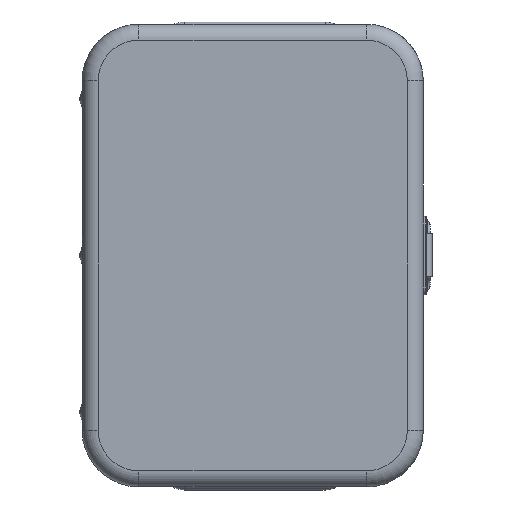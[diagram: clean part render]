
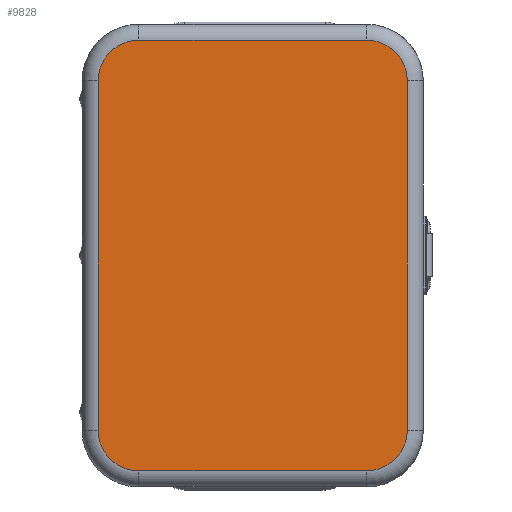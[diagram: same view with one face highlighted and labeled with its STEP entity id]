
A CAD part, top view. The second image highlights one B-rep face of the part: STEP entity #9828.
In plain terms, the highlighted planar face has unit normal (0, 0, 1).
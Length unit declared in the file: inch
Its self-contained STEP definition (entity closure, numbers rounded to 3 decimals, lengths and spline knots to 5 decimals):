
#712=LINE($,#17749,#1407);
#714=LINE($,#17769,#1409);
#717=LINE($,#17776,#1412);
#719=LINE($,#17791,#1414);
#1407=VECTOR($,#13199,3.638);
#1409=VECTOR($,#13223,5.58);
#1412=VECTOR($,#13230,5.58);
#1414=VECTOR($,#13250,3.638);
#1828=PLANE($,#10846);
#2822=FACE_OUTER_BOUND($,#3549,.T.);
#3549=EDGE_LOOP($,(#8365,#8366,#8367,#8368,#8369,#8370,#8371,#8372));
#4186=CIRCLE($,#10821,0.65);
#4190=CIRCLE($,#10826,0.65);
#4194=CIRCLE($,#10833,0.65);
#4198=CIRCLE($,#10838,0.65);
#4972=VERTEX_POINT($,#17746);
#4973=VERTEX_POINT($,#17748);
#4976=VERTEX_POINT($,#17755);
#4977=VERTEX_POINT($,#17760);
#4980=VERTEX_POINT($,#17767);
#4981=VERTEX_POINT($,#17772);
#4984=VERTEX_POINT($,#17779);
#4985=VERTEX_POINT($,#17784);
#6157=EDGE_CURVE($,#4972,#4973,#712,.T.);
#6161=EDGE_CURVE($,#4976,#4972,#4186,.T.);
#6165=EDGE_CURVE($,#4973,#4977,#4190,.T.);
#6167=EDGE_CURVE($,#4980,#4976,#714,.T.);
#6171=EDGE_CURVE($,#4977,#4981,#717,.T.);
#6173=EDGE_CURVE($,#4984,#4980,#4194,.T.);
#6177=EDGE_CURVE($,#4981,#4985,#4198,.T.);
#6179=EDGE_CURVE($,#4985,#4984,#719,.T.);
#8365=ORIENTED_EDGE($,*,*,#6157,.F.);
#8366=ORIENTED_EDGE($,*,*,#6161,.F.);
#8367=ORIENTED_EDGE($,*,*,#6167,.F.);
#8368=ORIENTED_EDGE($,*,*,#6173,.F.);
#8369=ORIENTED_EDGE($,*,*,#6179,.F.);
#8370=ORIENTED_EDGE($,*,*,#6177,.F.);
#8371=ORIENTED_EDGE($,*,*,#6171,.F.);
#8372=ORIENTED_EDGE($,*,*,#6165,.F.);
#9828=ADVANCED_FACE($,(#2822),#1828,.T.);
#10821=AXIS2_PLACEMENT_3D($,#17757,#13207,#13208);
#10826=AXIS2_PLACEMENT_3D($,#17764,#13217,#13218);
#10833=AXIS2_PLACEMENT_3D($,#17781,#13235,#13236);
#10838=AXIS2_PLACEMENT_3D($,#17788,#13245,#13246);
#10846=AXIS2_PLACEMENT_3D($,#17810,#13270,#13271);
#13199=DIRECTION($,(1.,0.,0.));
#13207=DIRECTION('center_axis',(0.,0.,-1.));
#13208=DIRECTION('ref_axis',(-0.707,0.707,0.));
#13217=DIRECTION('center_axis',(0.,0.,-1.));
#13218=DIRECTION('ref_axis',(0.707,0.707,0.));
#13223=DIRECTION($,(0.,1.,0.));
#13230=DIRECTION($,(0.,-1.,0.));
#13235=DIRECTION('center_axis',(0.,0.,-1.));
#13236=DIRECTION('ref_axis',(-0.707,-0.707,0.));
#13245=DIRECTION('center_axis',(0.,0.,-1.));
#13246=DIRECTION('ref_axis',(0.707,-0.707,0.));
#13250=DIRECTION($,(-1.,0.,0.));
#13270=DIRECTION('center_axis',(0.,0.,1.));
#13271=DIRECTION('ref_axis',(1.,0.,0.));
#17746=CARTESIAN_POINT('',(-1.819,3.44,0.765));
#17748=CARTESIAN_POINT('',(1.819,3.44,0.765));
#17749=CARTESIAN_POINT($,(-1.819,3.44,0.765));
#17755=CARTESIAN_POINT('',(-2.469,2.79,0.765));
#17757=CARTESIAN_POINT('Origin',(-1.819,2.79,0.765));
#17760=CARTESIAN_POINT('',(2.469,2.79,0.765));
#17764=CARTESIAN_POINT('Origin',(1.819,2.79,0.765));
#17767=CARTESIAN_POINT('',(-2.469,-2.79,0.765));
#17769=CARTESIAN_POINT($,(-2.469,-2.79,0.765));
#17772=CARTESIAN_POINT('',(2.469,-2.79,0.765));
#17776=CARTESIAN_POINT($,(2.469,2.79,0.765));
#17779=CARTESIAN_POINT('',(-1.819,-3.44,0.765));
#17781=CARTESIAN_POINT('Origin',(-1.819,-2.79,0.765));
#17784=CARTESIAN_POINT('',(1.819,-3.44,0.765));
#17788=CARTESIAN_POINT('Origin',(1.819,-2.79,0.765));
#17791=CARTESIAN_POINT($,(1.819,-3.44,0.765));
#17810=CARTESIAN_POINT('Origin',(0.,0.,0.765));
